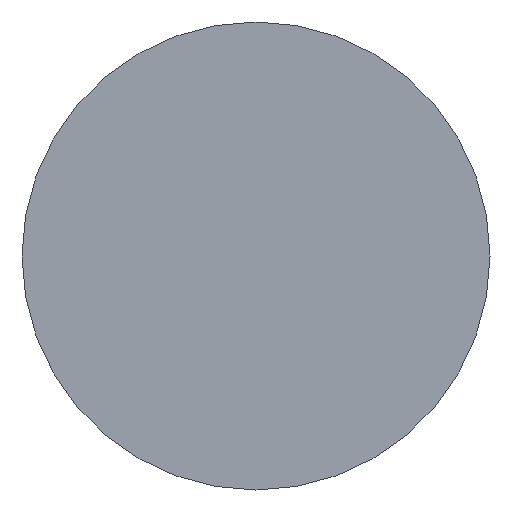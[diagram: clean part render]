
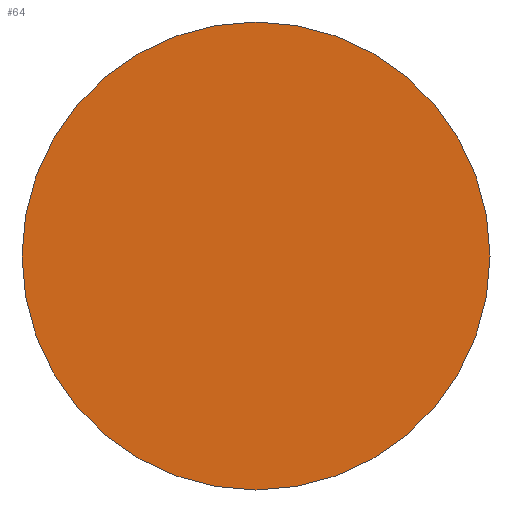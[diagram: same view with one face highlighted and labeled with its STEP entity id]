
A CAD part, left-side view. The second image highlights one B-rep face of the part: STEP entity #64.
In plain terms, the highlighted planar face has unit normal (-1, 0, 0).
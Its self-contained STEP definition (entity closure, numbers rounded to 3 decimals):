
#2 = CIRCLE ( 'NONE', #55, 6.35 ) ;
#5 = CARTESIAN_POINT ( 'NONE',  ( 452.042, -0.992, 0. ) ) ;
#10 = AXIS2_PLACEMENT_3D ( 'NONE', #5, #139, #28 ) ;
#28 = DIRECTION ( 'NONE',  ( 0., 0., 1. ) ) ;
#31 = CIRCLE ( 'NONE', #10, 6.35 ) ;
#40 = VERTEX_POINT ( 'NONE', #109 ) ;
#54 = DIRECTION ( 'NONE',  ( 0., 0., -1. ) ) ;
#55 = AXIS2_PLACEMENT_3D ( 'NONE', #153, #111, #140 ) ;
#60 = FACE_OUTER_BOUND ( 'NONE', #73, .T. ) ;
#64 = ADVANCED_FACE ( 'NONE', ( #60 ), #151, .F. ) ;
#73 = EDGE_LOOP ( 'NONE', ( #105, #148 ) ) ;
#89 = DIRECTION ( 'NONE',  ( 1., 0., 0. ) ) ;
#90 = CARTESIAN_POINT ( 'NONE',  ( 452.042, -0.992, 0. ) ) ;
#105 = ORIENTED_EDGE ( 'NONE', *, *, #164, .T. ) ;
#109 = CARTESIAN_POINT ( 'NONE',  ( 452.042, -0.992, -6.35 ) ) ;
#111 = DIRECTION ( 'NONE',  ( -1., 0., 0. ) ) ;
#125 = EDGE_CURVE ( 'NONE', #40, #178, #31, .T. ) ;
#139 = DIRECTION ( 'NONE',  ( -1., 0., 0. ) ) ;
#140 = DIRECTION ( 'NONE',  ( 0., 0., 1. ) ) ;
#141 = CARTESIAN_POINT ( 'NONE',  ( 452.042, -0.992, 6.35 ) ) ;
#148 = ORIENTED_EDGE ( 'NONE', *, *, #125, .T. ) ;
#151 = PLANE ( 'NONE',  #176 ) ;
#153 = CARTESIAN_POINT ( 'NONE',  ( 452.042, -0.992, 0. ) ) ;
#164 = EDGE_CURVE ( 'NONE', #178, #40, #2, .T. ) ;
#176 = AXIS2_PLACEMENT_3D ( 'NONE', #90, #89, #54 ) ;
#178 = VERTEX_POINT ( 'NONE', #141 ) ;
